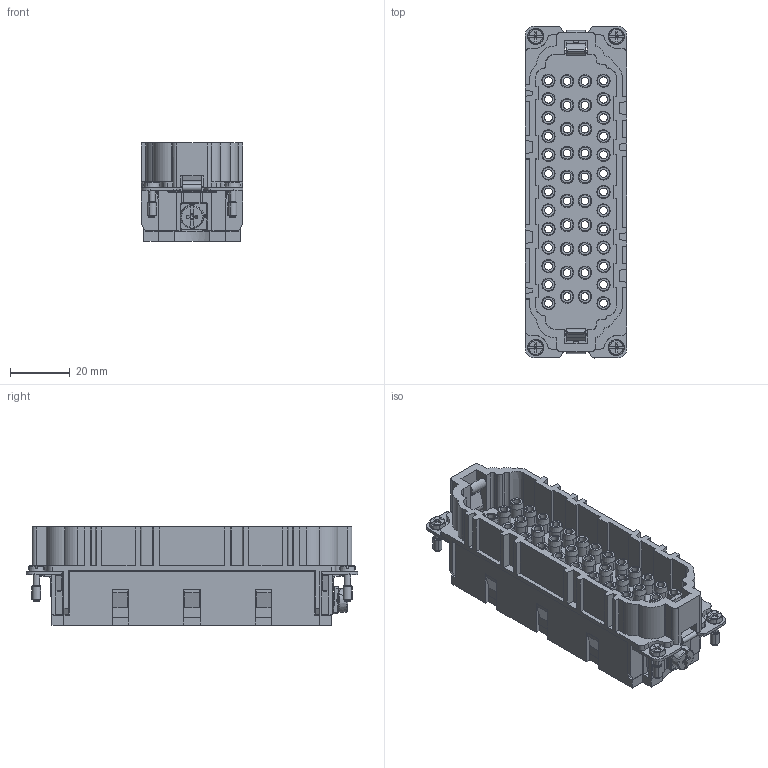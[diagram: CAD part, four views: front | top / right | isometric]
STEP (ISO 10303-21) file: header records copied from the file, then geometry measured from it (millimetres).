
FILE_DESCRIPTION(('CATIA V5 STEP','CAx-IF Rec.Pracs.--- Model Styling and Organization---1.2---2011-12-15'),'2;1');
FILE_NAME ('13456028_2_1826770000_1826770000 HDC HEE 46 MC.stp','2018-08-20T12:38:38+00:00',('none'),('Weidmueller'),'CATIA Version 5-6 Release 2014 SP4 HF52','CATIA V5 STEP AP214','none');
FILE_SCHEMA(('AUTOMOTIVE_DESIGN { 1 0 10303 214 1 1 1 1 }'));
Products named in the file (1): 1826770000
Bounding box: 34 x 111 x 32.8 mm (x, y, z)
Volume: 44822.3 mm3; surface area: 60504.3 mm2
Topology: 1 solids, 1 shells, 3519 faces, 9845 edges, 6303 vertices
Faces by surface type: plane 1689, cylinder 576, cone 554, bspline 480, torus 200, extrusion 16, sphere 4
Entity records: 125922 total; most frequent: CARTESIAN_POINT 46292, ORIENTED_EDGE 19662, DIRECTION 11146, EDGE_CURVE 9831, VERTEX_POINT 6303, VECTOR 4671, LINE 4655, AXIS2_PLACEMENT_3D 4486
